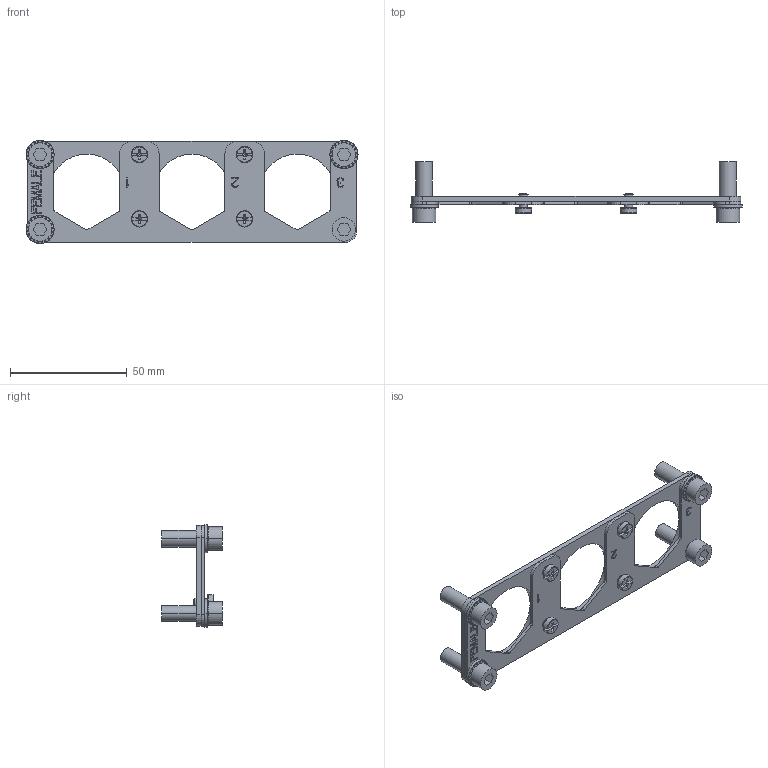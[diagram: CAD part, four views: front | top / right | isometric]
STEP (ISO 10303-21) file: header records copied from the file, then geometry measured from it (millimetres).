
FILE_DESCRIPTION((''),'2;1');
FILE_NAME('MANIFOLD_SOLID_BREP_52772','2017-10-27T',('wl.kang'),(''),'PRO/ENGINEER BY PARAMETRIC TECHNOLOGY CORPORATION, 2012480','PRO/ENGINEER BY PARAMETRIC TECHNOLOGY CORPORATION, 2012480','');
FILE_SCHEMA(('AUTOMOTIVE_DESIGN { 1 0 10303 214 1 1 1 1 }'));
Products named in the file (1): MANIFOLD_SOLID_BREP_52772
Bounding box: 142 x 26 x 44 mm (x, y, z)
Volume: 16242.6 mm3; surface area: 19252.1 mm2
Topology: 1 solids, 1 shells, 1074 faces, 2933 edges, 1915 vertices
Faces by surface type: plane 479, bspline 360, cylinder 137, cone 82, torus 16
Entity records: 70418 total; most frequent: CARTESIAN_POINT 41154, ORIENTED_EDGE 5866, DIRECTION 3612, EDGE_CURVE 2933, VERTEX_POINT 1915, VECTOR 1484, LINE 1484, EDGE_LOOP 1148
